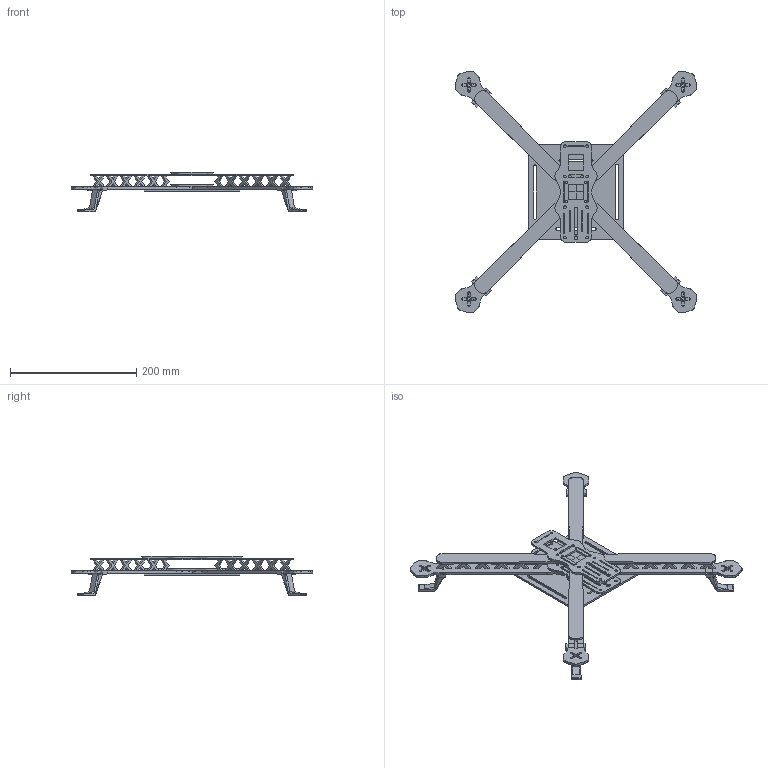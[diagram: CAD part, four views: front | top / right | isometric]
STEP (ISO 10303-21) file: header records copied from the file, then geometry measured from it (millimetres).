
FILE_DESCRIPTION(/* description */ (''),/* implementation_level */ '2;1');
FILE_NAME(/* name */ 'ASSEMBLED_STEP.step',/* time_stamp */ '2025-07-31T19:07:16-04:00',/* author */ (''),/* organization */ (''),/* preprocessor_version */ 'ST-DEVELOPER v20.1',/* originating_system */ 'Autodesk Translation Framework v14.10.0.0',/* authorisation */ '');
FILE_SCHEMA (('AUTOMOTIVE_DESIGN { 1 0 10303 214 3 1 1 }'));
Length unit declared in the file: millimetre
Products named in the file (1): frame_sketch
Bounding box: 383.03 x 383.03 x 63 mm (x, y, z)
Volume: 318887.4 mm3; surface area: 236541.3 mm2
Topology: 38 solids, 45 shells, 1222 faces, 3331 edges, 2206 vertices
Faces by surface type: plane 957, cylinder 265
Full cylindrical faces by diameter (mm): 3.15 x16, 4 x31, 5 x8, 6 x2
Entity records: 38611 total; most frequent: CARTESIAN_POINT 6760, ORIENTED_EDGE 6662, DIRECTION 6335, EDGE_CURVE 3331, LINE 2773, VECTOR 2773, VERTEX_POINT 2206, AXIS2_PLACEMENT_3D 1781
